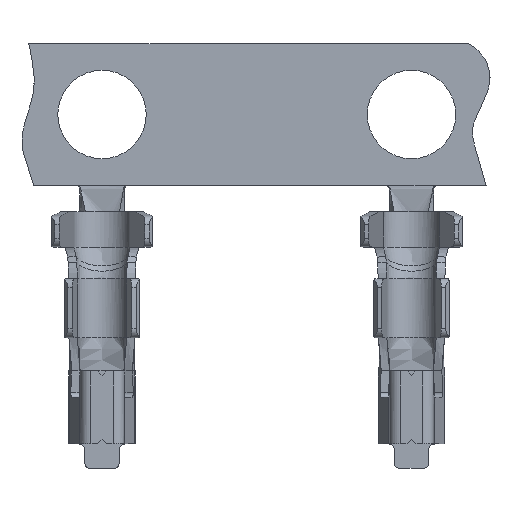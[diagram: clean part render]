
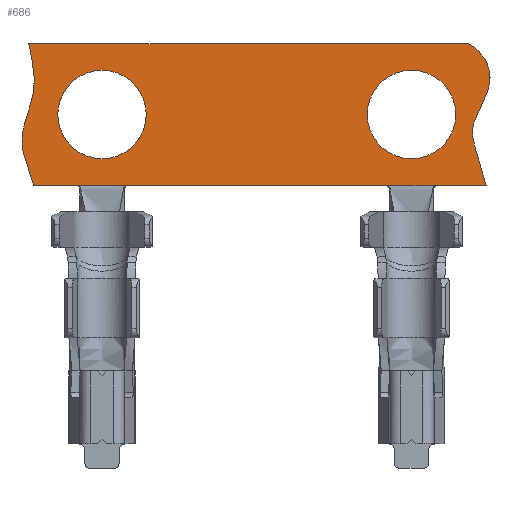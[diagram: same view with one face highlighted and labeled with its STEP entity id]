
A CAD part, top view. The second image highlights one B-rep face of the part: STEP entity #686.
In plain terms, the highlighted planar face has unit normal (0, 0, 1).
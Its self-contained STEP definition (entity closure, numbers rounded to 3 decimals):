
#686 = ADVANCED_FACE( '', ( #1494, #1495, #1496 ), #1497, .T. );
#1494 = FACE_BOUND( '', #2988, .T. );
#1495 = FACE_BOUND( '', #2989, .T. );
#1496 = FACE_OUTER_BOUND( '', #2990, .T. );
#1497 = PLANE( '', #2991 );
#2988 = EDGE_LOOP( '', ( #5478 ) );
#2989 = EDGE_LOOP( '', ( #5479 ) );
#2990 = EDGE_LOOP( '', ( #5480, #5481, #5482, #5483, #5484, #5485, #5486, #5487 ) );
#2991 = AXIS2_PLACEMENT_3D( '', #5488, #5489, #5490 );
#5478 = ORIENTED_EDGE( '', *, *, #7419, .T. );
#5479 = ORIENTED_EDGE( '', *, *, #7420, .T. );
#5480 = ORIENTED_EDGE( '', *, *, #6673, .T. );
#5481 = ORIENTED_EDGE( '', *, *, #6898, .T. );
#5482 = ORIENTED_EDGE( '', *, *, #7064, .T. );
#5483 = ORIENTED_EDGE( '', *, *, #7135, .F. );
#5484 = ORIENTED_EDGE( '', *, *, #7421, .T. );
#5485 = ORIENTED_EDGE( '', *, *, #6642, .T. );
#5486 = ORIENTED_EDGE( '', *, *, #7422, .T. );
#5487 = ORIENTED_EDGE( '', *, *, #7423, .T. );
#5488 = CARTESIAN_POINT( '', ( -9.5, 0.6, 0. ) );
#5489 = DIRECTION( '', ( 0., 0., 1. ) );
#5490 = DIRECTION( '', ( 1., 0., 0. ) );
#6642 = EDGE_CURVE( '', #7809, #7807, #7810, .T. );
#6673 = EDGE_CURVE( '', #7863, #7861, #7864, .T. );
#6898 = EDGE_CURVE( '', #7861, #8239, #8241, .T. );
#7064 = EDGE_CURVE( '', #8239, #8504, #8505, .T. );
#7135 = EDGE_CURVE( '', #8610, #8504, #8612, .T. );
#7419 = EDGE_CURVE( '', #8991, #8991, #8992, .T. );
#7420 = EDGE_CURVE( '', #8993, #8993, #8994, .T. );
#7421 = EDGE_CURVE( '', #8610, #7809, #8995, .T. );
#7422 = EDGE_CURVE( '', #7807, #8496, #8996, .T. );
#7423 = EDGE_CURVE( '', #8496, #7863, #8997, .F. );
#7807 = VERTEX_POINT( '', #9512 );
#7809 = VERTEX_POINT( '', #9539 );
#7810 = LINE( '', #9540, #9541 );
#7861 = VERTEX_POINT( '', #9641 );
#7863 = VERTEX_POINT( '', #9644 );
#7864 = LINE( '', #9645, #9646 );
#8239 = VERTEX_POINT( '', #10354 );
#8241 = B_SPLINE_CURVE_WITH_KNOTS( '', 3, ( #10357, #10358, #10359, #10360, #10361, #10362 ), .UNSPECIFIED., .F., .F., ( 4, 1, 1, 4 ), ( 0., 0.37, 0.721, 1. ), .UNSPECIFIED. );
#8496 = VERTEX_POINT( '', #10768 );
#8504 = VERTEX_POINT( '', #10812 );
#8505 = LINE( '', #10813, #10814 );
#8610 = VERTEX_POINT( '', #11001 );
#8612 = B_SPLINE_CURVE_WITH_KNOTS( '', 3, ( #11004, #11005, #11006, #11007, #11008, #11009 ), .UNSPECIFIED., .F., .F., ( 4, 1, 1, 4 ), ( 0., 0.34, 0.676, 1. ), .UNSPECIFIED. );
#8991 = VERTEX_POINT( '', #11828 );
#8992 = CIRCLE( '', #11829, 1. );
#8993 = VERTEX_POINT( '', #11830 );
#8994 = CIRCLE( '', #11831, 1. );
#8995 = LINE( '', #11832, #11833 );
#8996 = LINE( '', #11834, #11835 );
#8997 = LINE( '', #11836, #11837 );
#9512 = CARTESIAN_POINT( '', ( -6.415, 0.6, 0. ) );
#9539 = CARTESIAN_POINT( '', ( -7.583, 0.6, 0. ) );
#9540 = CARTESIAN_POINT( '', ( -9.5, 0.6, 0. ) );
#9541 = VECTOR( '', #12354, 1000. );
#9641 = CARTESIAN_POINT( '', ( 1.686, 0.6, 0. ) );
#9644 = CARTESIAN_POINT( '', ( 0.583, 0.6, 0. ) );
#9645 = CARTESIAN_POINT( '', ( -9.5, 0.6, 0. ) );
#9646 = VECTOR( '', #12381, 1000. );
#10354 = CARTESIAN_POINT( '', ( 1.29, 3.8, 0. ) );
#10357 = CARTESIAN_POINT( '', ( 1.686, 0.6, 0. ) );
#10358 = CARTESIAN_POINT( '', ( 1.475, 1.416, 0. ) );
#10359 = CARTESIAN_POINT( '', ( 1.172, 1.893, 0. ) );
#10360 = CARTESIAN_POINT( '', ( 2.015, 2.959, 0. ) );
#10361 = CARTESIAN_POINT( '', ( 1.577, 3.662, 0. ) );
#10362 = CARTESIAN_POINT( '', ( 1.29, 3.8, 0. ) );
#10768 = CARTESIAN_POINT( '', ( -0.585, 0.6, 0. ) );
#10812 = CARTESIAN_POINT( '', ( -8.656, 3.8, 0. ) );
#10813 = CARTESIAN_POINT( '', ( 2.5, 3.8, 0. ) );
#10814 = VECTOR( '', #12807, 1000. );
#11001 = CARTESIAN_POINT( '', ( -8.542, 0.6, 0. ) );
#11004 = CARTESIAN_POINT( '', ( -8.542, 0.6, 0. ) );
#11005 = CARTESIAN_POINT( '', ( -8.687, 0.981, 0. ) );
#11006 = CARTESIAN_POINT( '', ( -8.977, 1.664, 0. ) );
#11007 = CARTESIAN_POINT( '', ( -8.409, 2.743, 0. ) );
#11008 = CARTESIAN_POINT( '', ( -8.582, 3.419, 0. ) );
#11009 = CARTESIAN_POINT( '', ( -8.656, 3.8, 0. ) );
#11828 = CARTESIAN_POINT( '', ( -6., 2.2, 0. ) );
#11829 = AXIS2_PLACEMENT_3D( '', #13117, #13118, #13119 );
#11830 = CARTESIAN_POINT( '', ( 1., 2.2, 0. ) );
#11831 = AXIS2_PLACEMENT_3D( '', #13120, #13121, #13122 );
#11832 = CARTESIAN_POINT( '', ( -9.5, 0.6, 0. ) );
#11833 = VECTOR( '', #13123, 1000. );
#11834 = CARTESIAN_POINT( '', ( -9.5, 0.6, 0. ) );
#11835 = VECTOR( '', #13124, 1000. );
#11836 = CARTESIAN_POINT( '', ( 0.5, 0.6, 0. ) );
#11837 = VECTOR( '', #13125, 1000. );
#12354 = DIRECTION( '', ( 1., 0., 0. ) );
#12381 = DIRECTION( '', ( 1., 0., 0. ) );
#12807 = DIRECTION( '', ( -1., 0., 0. ) );
#13117 = CARTESIAN_POINT( '', ( -7., 2.2, 0. ) );
#13118 = DIRECTION( '', ( 0., 0., -1. ) );
#13119 = DIRECTION( '', ( 1., 0., 0. ) );
#13120 = CARTESIAN_POINT( '', ( 0., 2.2, 0. ) );
#13121 = DIRECTION( '', ( 0., 0., -1. ) );
#13122 = DIRECTION( '', ( 1., 0., 0. ) );
#13123 = DIRECTION( '', ( 1., 0., 0. ) );
#13124 = DIRECTION( '', ( 1., 0., 0. ) );
#13125 = DIRECTION( '', ( -1., 0., 0. ) );
